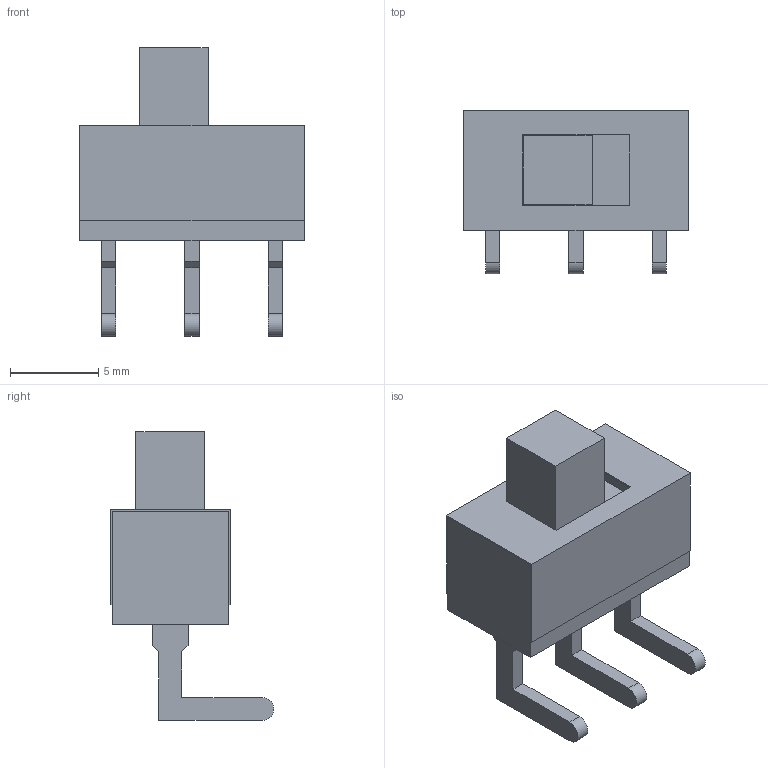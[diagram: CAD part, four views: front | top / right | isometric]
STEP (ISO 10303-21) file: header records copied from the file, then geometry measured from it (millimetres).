
FILE_DESCRIPTION (( 'STEP AP214' ), '1' );
FILE_NAME ('963594AE-34D2-493C-B908-9DD5C07A8AD0.STEP', '2024-11-08T08:53:41', ( '' ), ( '' ), 'SwSTEP 2.0', 'SolidWorks 2022', '' );
FILE_SCHEMA (( 'AUTOMOTIVE_DESIGN' ));
Length unit declared in the file: millimetre
Products named in the file (1): 963594AE-34D2-493C-B908-9DD5C07A8AD0
Bounding box: 12.7 x 9.25 x 16.35 mm (x, y, z)
Volume: 655.3 mm3; surface area: 1041.2 mm2
Topology: 2 solids, 2 shells, 63 faces, 162 edges, 108 vertices
Faces by surface type: plane 60, cylinder 3
Entity records: 2523 total; most frequent: CARTESIAN_POINT 334, ORIENTED_EDGE 324, DIRECTION 296, EDGE_CURVE 162, LINE 156, VECTOR 156, VERTEX_POINT 108, AXIS2_PLACEMENT_3D 70
